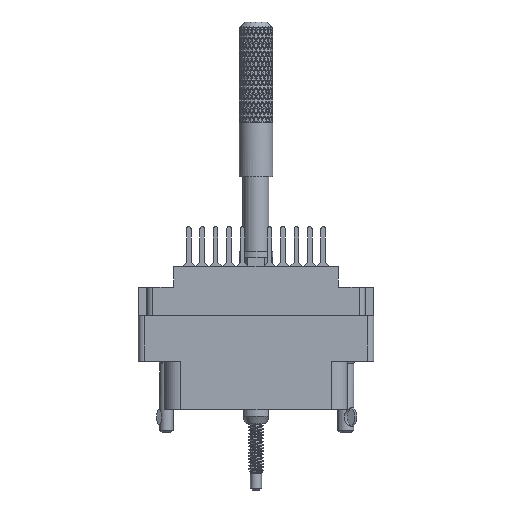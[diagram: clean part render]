
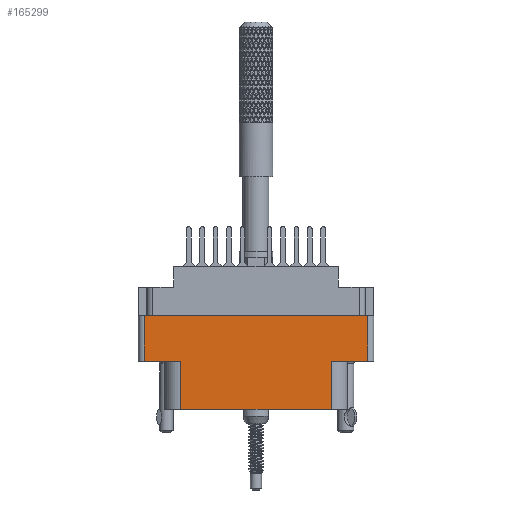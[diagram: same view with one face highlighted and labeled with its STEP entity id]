
A CAD part, front view. The second image highlights one B-rep face of the part: STEP entity #165299.
In plain terms, the highlighted planar face has unit normal (0, -1, 0).
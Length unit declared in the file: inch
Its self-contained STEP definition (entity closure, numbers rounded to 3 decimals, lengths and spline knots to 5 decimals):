
#572 = ORIENTED_EDGE ( 'NONE', *, *, #193102, .T. ) ;
#2293 = EDGE_CURVE ( 'NONE', #146433, #164235, #117998, .T. ) ;
#6205 = VERTEX_POINT ( 'NONE', #151511 ) ;
#6377 = ORIENTED_EDGE ( 'NONE', *, *, #43300, .F. ) ;
#13237 = DIRECTION ( 'NONE',  ( 1., 0., 0. ) ) ;
#13776 = CARTESIAN_POINT ( 'NONE',  ( -0.656, -0.343, -0.798 ) ) ;
#20756 = EDGE_CURVE ( 'NONE', #6205, #136487, #67616, .T. ) ;
#25596 = FACE_OUTER_BOUND ( 'NONE', #86743, .T. ) ;
#27228 = EDGE_CURVE ( 'NONE', #136008, #139830, #50021, .T. ) ;
#29950 = LINE ( 'NONE', #83293, #153572 ) ;
#30055 = VECTOR ( 'NONE', #108609, 39.37008 ) ;
#32323 = DIRECTION ( 'NONE',  ( 0., 0., -1. ) ) ;
#43300 = EDGE_CURVE ( 'NONE', #146433, #120131, #158994, .T. ) ;
#47986 = CARTESIAN_POINT ( 'NONE',  ( -0.42052, -0.343, -0.798 ) ) ;
#50021 = LINE ( 'NONE', #13776, #90610 ) ;
#53509 = VECTOR ( 'NONE', #185932, 39.37008 ) ;
#60254 = ORIENTED_EDGE ( 'NONE', *, *, #2293, .T. ) ;
#65252 = CARTESIAN_POINT ( 'NONE',  ( 0.624, -0.343, -0.274 ) ) ;
#67616 = LINE ( 'NONE', #116777, #129407 ) ;
#68874 = LINE ( 'NONE', #79619, #135374 ) ;
#69822 = CARTESIAN_POINT ( 'NONE',  ( -0.624, -0.343, -0.274 ) ) ;
#75282 = CARTESIAN_POINT ( 'NONE',  ( 0., -0.343, -0.274 ) ) ;
#79619 = CARTESIAN_POINT ( 'NONE',  ( 0., -0.343, -0.529 ) ) ;
#83293 = CARTESIAN_POINT ( 'NONE',  ( 0.42052, -0.343, -0.529 ) ) ;
#86743 = EDGE_LOOP ( 'NONE', ( #6377, #60254, #572, #132503, #164220, #177992, #113237, #116866 ) ) ;
#89408 = CARTESIAN_POINT ( 'NONE',  ( -0.656, -0.343, -0.798 ) ) ;
#90610 = VECTOR ( 'NONE', #148769, 39.37008 ) ;
#98907 = VECTOR ( 'NONE', #32323, 39.37008 ) ;
#102114 = CARTESIAN_POINT ( 'NONE',  ( -0.624, -0.343, -0.529 ) ) ;
#105466 = EDGE_CURVE ( 'NONE', #6205, #120131, #115445, .T. ) ;
#106470 = DIRECTION ( 'NONE',  ( -1., 0., 0. ) ) ;
#108609 = DIRECTION ( 'NONE',  ( 0., 0., -1. ) ) ;
#108900 = CARTESIAN_POINT ( 'NONE',  ( -0.624, -0.343, -0.798 ) ) ;
#113237 = ORIENTED_EDGE ( 'NONE', *, *, #20756, .F. ) ;
#115445 = LINE ( 'NONE', #172576, #53509 ) ;
#116777 = CARTESIAN_POINT ( 'NONE',  ( 0., -0.343, -0.529 ) ) ;
#116866 = ORIENTED_EDGE ( 'NONE', *, *, #105466, .T. ) ;
#117998 = LINE ( 'NONE', #108900, #98907 ) ;
#118717 = VECTOR ( 'NONE', #13237, 39.37008 ) ;
#120131 = VERTEX_POINT ( 'NONE', #65252 ) ;
#129407 = VECTOR ( 'NONE', #106470, 39.37008 ) ;
#129638 = EDGE_CURVE ( 'NONE', #162111, #136008, #165744, .T. ) ;
#132503 = ORIENTED_EDGE ( 'NONE', *, *, #129638, .T. ) ;
#135374 = VECTOR ( 'NONE', #153776, 39.37008 ) ;
#136008 = VERTEX_POINT ( 'NONE', #47986 ) ;
#136487 = VERTEX_POINT ( 'NONE', #182829 ) ;
#137593 = CARTESIAN_POINT ( 'NONE',  ( -0.42052, -0.343, -0.529 ) ) ;
#138965 = AXIS2_PLACEMENT_3D ( 'NONE', #89408, #182314, #183604 ) ;
#139830 = VERTEX_POINT ( 'NONE', #174629 ) ;
#140274 = EDGE_CURVE ( 'NONE', #139830, #136487, #29950, .T. ) ;
#145645 = DIRECTION ( 'NONE',  ( 0., 0., 1. ) ) ;
#146433 = VERTEX_POINT ( 'NONE', #69822 ) ;
#148769 = DIRECTION ( 'NONE',  ( 1., 0., 0. ) ) ;
#151511 = CARTESIAN_POINT ( 'NONE',  ( 0.624, -0.343, -0.529 ) ) ;
#153572 = VECTOR ( 'NONE', #145645, 39.37008 ) ;
#153776 = DIRECTION ( 'NONE',  ( 1., 0., 0. ) ) ;
#158994 = LINE ( 'NONE', #75282, #118717 ) ;
#162111 = VERTEX_POINT ( 'NONE', #137593 ) ;
#164220 = ORIENTED_EDGE ( 'NONE', *, *, #27228, .T. ) ;
#164235 = VERTEX_POINT ( 'NONE', #102114 ) ;
#165299 = ADVANCED_FACE ( 'NONE', ( #25596 ), #180349, .T. ) ;
#165744 = LINE ( 'NONE', #169002, #30055 ) ;
#169002 = CARTESIAN_POINT ( 'NONE',  ( -0.42052, -0.343, -0.798 ) ) ;
#172576 = CARTESIAN_POINT ( 'NONE',  ( 0.624, -0.343, -0.798 ) ) ;
#174629 = CARTESIAN_POINT ( 'NONE',  ( 0.42052, -0.343, -0.798 ) ) ;
#177992 = ORIENTED_EDGE ( 'NONE', *, *, #140274, .T. ) ;
#180349 = PLANE ( 'NONE',  #138965 ) ;
#182314 = DIRECTION ( 'NONE',  ( 0., -1., 0. ) ) ;
#182829 = CARTESIAN_POINT ( 'NONE',  ( 0.42052, -0.343, -0.529 ) ) ;
#183604 = DIRECTION ( 'NONE',  ( 0., 0., -1. ) ) ;
#185932 = DIRECTION ( 'NONE',  ( 0., 0., 1. ) ) ;
#193102 = EDGE_CURVE ( 'NONE', #164235, #162111, #68874, .T. ) ;
